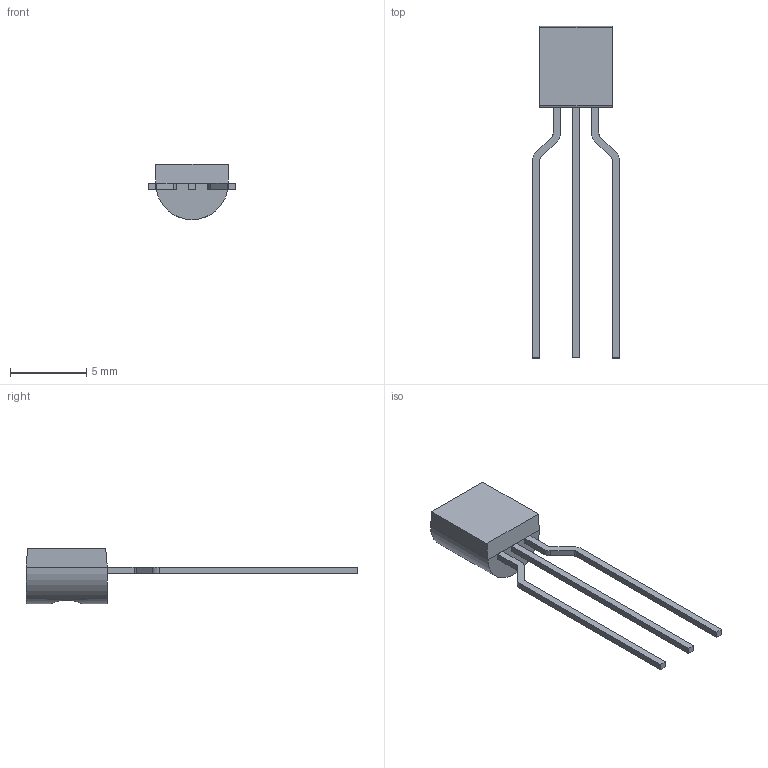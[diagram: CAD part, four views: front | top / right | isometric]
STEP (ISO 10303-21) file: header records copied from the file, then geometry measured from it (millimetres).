
FILE_DESCRIPTION (( 'STEP AP214' ), '1' );
FILE_NAME ('BC357.STEP', '2023-01-19T04:17:04', ( '' ), ( '' ), 'SwSTEP 2.0', 'SolidWorks 2021', '' );
FILE_SCHEMA (( 'AUTOMOTIVE_DESIGN' ));
Length unit declared in the file: millimetre
Products named in the file (1): BC357
Bounding box: 5.66 x 21.77 x 3.62 mm (x, y, z)
Volume: 86.9 mm3; surface area: 196.6 mm2
Topology: 4 solids, 4 shells, 47 faces, 110 edges, 72 vertices
Faces by surface type: plane 34, cylinder 13
Entity records: 1425 total; most frequent: CARTESIAN_POINT 262, DIRECTION 228, ORIENTED_EDGE 220, EDGE_CURVE 110, VECTOR 84, LINE 84, AXIS2_PLACEMENT_3D 72, VERTEX_POINT 72
